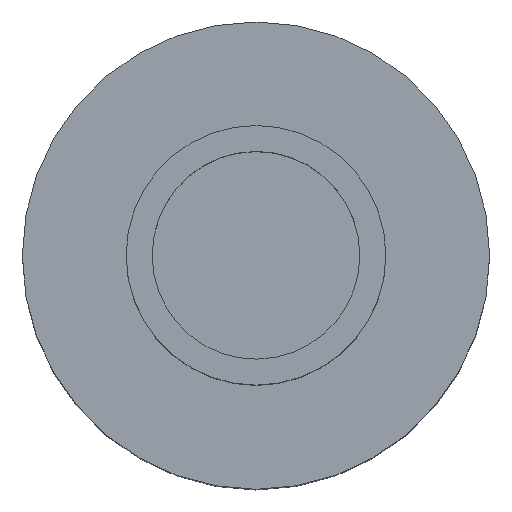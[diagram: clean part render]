
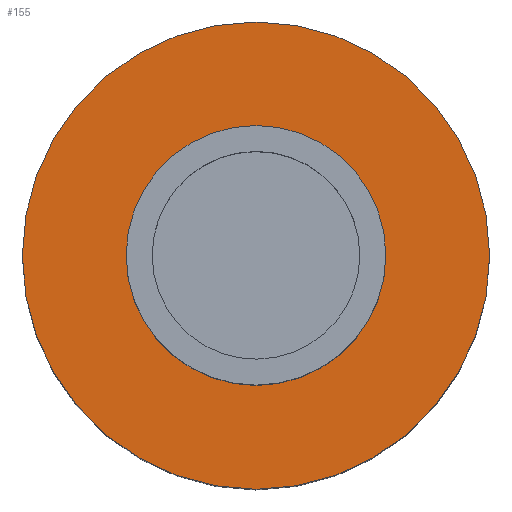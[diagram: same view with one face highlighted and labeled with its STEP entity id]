
A CAD part, top view. The second image highlights one B-rep face of the part: STEP entity #155.
In plain terms, the highlighted planar face has unit normal (0, 0, 1).
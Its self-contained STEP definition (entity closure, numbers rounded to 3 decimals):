
#16=FACE_BOUND('',#41,.T.);
#21=PLANE('',#194);
#30=FACE_OUTER_BOUND('',#40,.T.);
#40=EDGE_LOOP('',(#136,#137));
#41=EDGE_LOOP('',(#138,#139));
#62=CIRCLE('',#186,10.);
#63=CIRCLE('',#187,10.);
#64=CIRCLE('',#190,18.);
#65=CIRCLE('',#191,18.);
#78=VERTEX_POINT('',#280);
#79=VERTEX_POINT('',#282);
#80=VERTEX_POINT('',#287);
#81=VERTEX_POINT('',#288);
#97=EDGE_CURVE('',#79,#78,#62,.T.);
#98=EDGE_CURVE('',#78,#79,#63,.T.);
#99=EDGE_CURVE('',#80,#81,#64,.T.);
#100=EDGE_CURVE('',#81,#80,#65,.T.);
#136=ORIENTED_EDGE('',*,*,#99,.T.);
#137=ORIENTED_EDGE('',*,*,#100,.T.);
#138=ORIENTED_EDGE('',*,*,#97,.T.);
#139=ORIENTED_EDGE('',*,*,#98,.T.);
#155=ADVANCED_FACE('',(#30,#16),#21,.T.);
#186=AXIS2_PLACEMENT_3D('',#283,#231,#232);
#187=AXIS2_PLACEMENT_3D('',#284,#233,#234);
#190=AXIS2_PLACEMENT_3D('',#289,#239,#240);
#191=AXIS2_PLACEMENT_3D('',#290,#241,#242);
#194=AXIS2_PLACEMENT_3D('',#296,#248,#249);
#231=DIRECTION('center_axis',(0.,0.,
-1.));
#232=DIRECTION('ref_axis',(1.,0.,0.));
#233=DIRECTION('center_axis',(0.,0.,
-1.));
#234=DIRECTION('ref_axis',(1.,0.,0.));
#239=DIRECTION('center_axis',(0.,0.,
1.));
#240=DIRECTION('ref_axis',(1.,0.,0.));
#241=DIRECTION('center_axis',(0.,0.,
1.));
#242=DIRECTION('ref_axis',(1.,0.,0.));
#248=DIRECTION('center_axis',(0.,0.,
1.));
#249=DIRECTION('ref_axis',(1.,0.,0.));
#280=CARTESIAN_POINT('',(-10.,0.,30.));
#282=CARTESIAN_POINT('',(10.,0.,30.));
#283=CARTESIAN_POINT('Origin',(0.,0.,
30.));
#284=CARTESIAN_POINT('Origin',(0.,0.,
30.));
#287=CARTESIAN_POINT('',(18.,0.,30.));
#288=CARTESIAN_POINT('',(-18.,0.,30.));
#289=CARTESIAN_POINT('Origin',(0.,0.,
30.));
#290=CARTESIAN_POINT('Origin',(0.,0.,
30.));
#296=CARTESIAN_POINT('Origin',(0.,0.,
30.));
